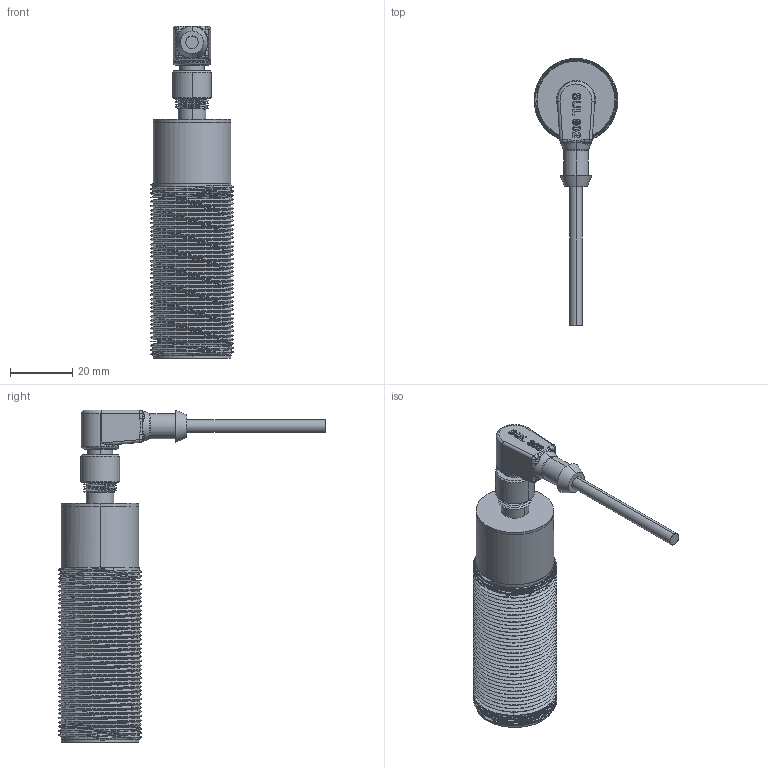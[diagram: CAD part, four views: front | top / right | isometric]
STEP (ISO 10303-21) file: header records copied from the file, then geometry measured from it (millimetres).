
FILE_DESCRIPTION(('FreeCAD Model'),'2;1');
FILE_NAME('Open CASCADE Shape Model','2025-05-02T13:25:07',('FreeCAD'),( 'FreeCAD'),'Open CASCADE STEP processor 7.6','FreeCAD','Unknown');
FILE_SCHEMA(('AUTOMOTIVE_DESIGN { 1 0 10303 214 1 1 1 1 }'));
Products named in the file (1): Open CASCADE STEP translator 7.6 1
Bounding box: 26.83 x 85.92 x 106.73 mm (x, y, z)
Volume: 44541.6 mm3; surface area: 14207.1 mm2
Topology: 4 solids, 4 shells, 352 faces, 946 edges, 609 vertices
Faces by surface type: bspline 352
Entity records: 31232 total; most frequent: CARTESIAN_POINT 25707, ORIENTED_EDGE 1876, EDGE_CURVE 938, B_SPLINE_CURVE_WITH_KNOTS 817, VERTEX_POINT 609, FACE_BOUND 367, EDGE_LOOP 367, ADVANCED_FACE 352
